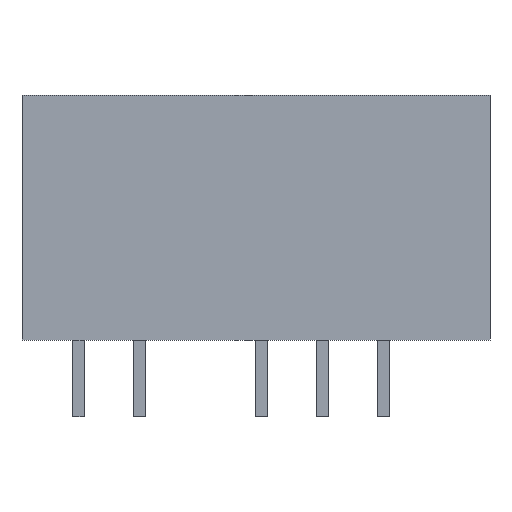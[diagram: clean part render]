
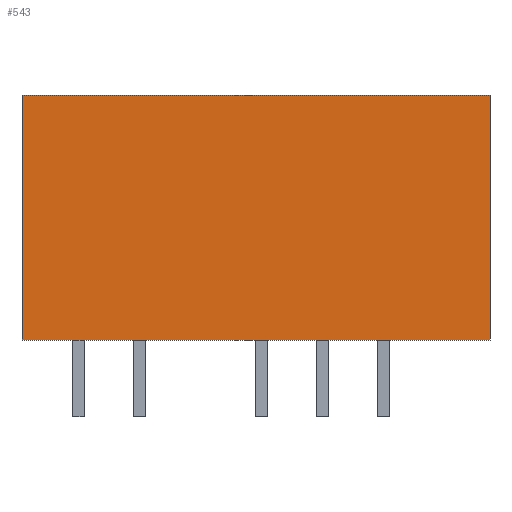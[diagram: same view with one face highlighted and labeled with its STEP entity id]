
A CAD part, front view. The second image highlights one B-rep face of the part: STEP entity #543.
In plain terms, the highlighted planar face has unit normal (0, -1, 0).
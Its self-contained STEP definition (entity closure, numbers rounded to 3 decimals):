
#27=FACE_OUTER_BOUND('',#63,.T.);
#63=EDGE_LOOP('',(#369,#370,#371,#372));
#103=LINE('',#793,#175);
#104=LINE('',#796,#176);
#105=LINE('',#798,#177);
#106=LINE('',#799,#178);
#175=VECTOR('',#644,10.);
#176=VECTOR('',#647,10.);
#177=VECTOR('',#648,10.);
#178=VECTOR('',#649,10.);
#245=VERTEX_POINT('',#789);
#246=VERTEX_POINT('',#791);
#247=VERTEX_POINT('',#795);
#248=VERTEX_POINT('',#797);
#295=EDGE_CURVE('',#245,#246,#103,.T.);
#296=EDGE_CURVE('',#247,#245,#104,.T.);
#297=EDGE_CURVE('',#248,#246,#105,.T.);
#298=EDGE_CURVE('',#247,#248,#106,.T.);
#369=ORIENTED_EDGE('',*,*,#296,.T.);
#370=ORIENTED_EDGE('',*,*,#295,.T.);
#371=ORIENTED_EDGE('',*,*,#297,.F.);
#372=ORIENTED_EDGE('',*,*,#298,.F.);
#507=PLANE('',#598);
#543=ADVANCED_FACE('',(#27),#507,.T.);
#598=AXIS2_PLACEMENT_3D('',#794,#645,#646);
#644=DIRECTION('',(0.,0.,1.));
#645=DIRECTION('center_axis',(0.,-1.,0.));
#646=DIRECTION('ref_axis',(1.,0.,0.));
#647=DIRECTION('',(1.,0.,0.));
#648=DIRECTION('',(1.,0.,0.));
#649=DIRECTION('',(0.,0.,1.));
#789=CARTESIAN_POINT('',(19.5,0.,0.));
#791=CARTESIAN_POINT('',(19.5,0.,10.2));
#793=CARTESIAN_POINT('',(19.5,0.,0.));
#794=CARTESIAN_POINT('Origin',(0.,0.,0.));
#795=CARTESIAN_POINT('',(0.,0.,0.));
#796=CARTESIAN_POINT('',(0.,0.,0.));
#797=CARTESIAN_POINT('',(0.,0.,10.2));
#798=CARTESIAN_POINT('',(0.,0.,10.2));
#799=CARTESIAN_POINT('',(0.,0.,0.));
